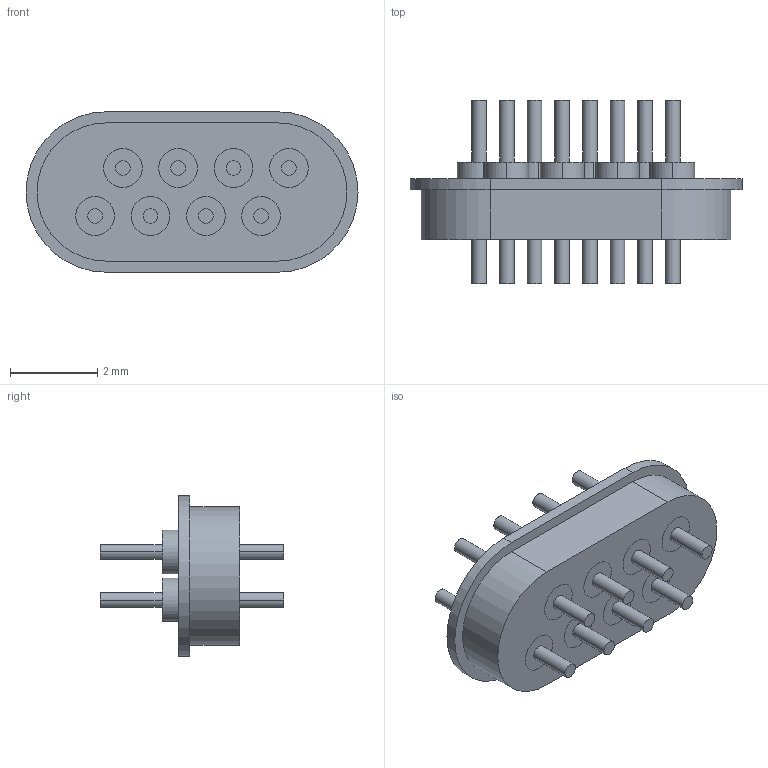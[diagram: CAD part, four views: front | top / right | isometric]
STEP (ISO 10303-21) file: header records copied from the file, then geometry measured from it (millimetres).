
FILE_DESCRIPTION (( 'STEP AP214' ), '1' );
FILE_NAME ('95023-1.STEP', '2024-01-08T18:31:54', ( '' ), ( '' ), 'SwSTEP 2.0', 'SolidWorks 2020', '' );
FILE_SCHEMA (( 'AUTOMOTIVE_DESIGN' ));
Length unit declared in the file: inch
Products named in the file (1): 95023-1
Bounding box: 7.62 x 4.22 x 3.68 mm (x, y, z)
Volume: 33.9 mm3; surface area: 105.9 mm2
Topology: 1 solids, 1 shells, 91 faces, 184 edges, 128 vertices
Faces by surface type: cylinder 52, plane 39
Entity records: 3689 total; most frequent: DIRECTION 488, CARTESIAN_POINT 404, ORIENTED_EDGE 368, AXIS2_PLACEMENT_3D 212, EDGE_CURVE 184, VERTEX_POINT 128, EDGE_LOOP 124, CIRCLE 120
